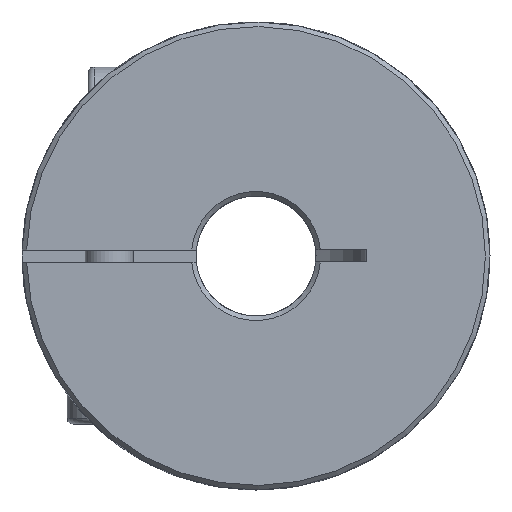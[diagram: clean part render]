
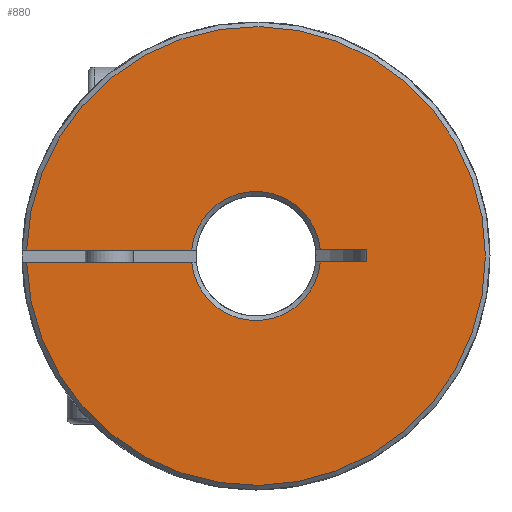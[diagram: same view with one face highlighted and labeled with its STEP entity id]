
A CAD part, left-side view. The second image highlights one B-rep face of the part: STEP entity #880.
In plain terms, the highlighted planar face has unit normal (-1, 0, 0).
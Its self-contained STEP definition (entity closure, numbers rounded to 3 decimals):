
#107 = EDGE_LOOP ( 'NONE', ( #1012, #1013, #1014, #1015, #1016, #1017, #1018, #1019 ) ) ;
#701 = EDGE_CURVE ( 'NONE', #3857, #3856, #2131, .T. ) ;
#712 = EDGE_CURVE ( 'NONE', #3851, #3846, #2143, .T. ) ;
#715 = EDGE_CURVE ( 'NONE', #3848, #3857, #2140, .T. ) ;
#716 = EDGE_CURVE ( 'NONE', #3849, #3856, #2145, .T. ) ;
#718 = EDGE_CURVE ( 'NONE', #3849, #3850, #2142, .T. ) ;
#719 = EDGE_CURVE ( 'NONE', #3851, #3850, #2149, .T. ) ;
#720 = EDGE_CURVE ( 'NONE', #3847, #3846, #2153, .T. ) ;
#721 = EDGE_CURVE ( 'NONE', #3847, #3848, #2156, .T. ) ;
#880 = ADVANCED_FACE ( 'NONE', ( #3123 ), #2746, .T. ) ;
#1012 = ORIENTED_EDGE ( 'NONE', *, *, #719, .T. ) ;
#1013 = ORIENTED_EDGE ( 'NONE', *, *, #718, .F. ) ;
#1014 = ORIENTED_EDGE ( 'NONE', *, *, #716, .T. ) ;
#1015 = ORIENTED_EDGE ( 'NONE', *, *, #701, .F. ) ;
#1016 = ORIENTED_EDGE ( 'NONE', *, *, #715, .F. ) ;
#1017 = ORIENTED_EDGE ( 'NONE', *, *, #721, .F. ) ;
#1018 = ORIENTED_EDGE ( 'NONE', *, *, #720, .T. ) ;
#1019 = ORIENTED_EDGE ( 'NONE', *, *, #712, .F. ) ;
#2131 = CIRCLE ( 'NONE', #2198, 5.381 ) ;
#2136 = VECTOR ( 'NONE', #2477, 1000. ) ;
#2138 = VECTOR ( 'NONE', #2469, 1000. ) ;
#2140 = LINE ( 'NONE', #2468, #2138 ) ;
#2142 = LINE ( 'NONE', #2476, #2136 ) ;
#2143 = CIRCLE ( 'NONE', #2205, 5.381 ) ;
#2145 = LINE ( 'NONE', #2471, #2146 ) ;
#2146 = VECTOR ( 'NONE', #2472, 1000. ) ;
#2149 = LINE ( 'NONE', #2470, #2151 ) ;
#2151 = VECTOR ( 'NONE', #2479, 1000. ) ;
#2153 = LINE ( 'NONE', #2480, #2154 ) ;
#2154 = VECTOR ( 'NONE', #2481, 1000. ) ;
#2156 = CIRCLE ( 'NONE', #2206, 19.119 ) ;
#2198 = AXIS2_PLACEMENT_3D ( 'NONE', #2387, #2393, #2394 ) ;
#2205 = AXIS2_PLACEMENT_3D ( 'NONE', #2420, #2426, #2427 ) ;
#2206 = AXIS2_PLACEMENT_3D ( 'NONE', #2478, #2482, #2483 ) ;
#2278 = AXIS2_PLACEMENT_3D ( 'NONE', #2739, #2749, #2750 ) ;
#2387 = CARTESIAN_POINT ( 'NONE',  ( -17.05, 0., 0. ) ) ;
#2393 = DIRECTION ( 'NONE',  ( -1., 0., 0. ) ) ;
#2394 = DIRECTION ( 'NONE',  ( 0., -1., 0. ) ) ;
#2420 = CARTESIAN_POINT ( 'NONE',  ( -17.05, 0., 0. ) ) ;
#2426 = DIRECTION ( 'NONE',  ( -1., 0., 0. ) ) ;
#2427 = DIRECTION ( 'NONE',  ( 0., -1., 0. ) ) ;
#2468 = CARTESIAN_POINT ( 'NONE',  ( -17.05, 0., -0.5 ) ) ;
#2469 = DIRECTION ( 'NONE',  ( 0., -1., 0. ) ) ;
#2470 = CARTESIAN_POINT ( 'NONE',  ( -17.05, -9.226, 0.5 ) ) ;
#2471 = CARTESIAN_POINT ( 'NONE',  ( -17.05, -9.226, -0.5 ) ) ;
#2472 = DIRECTION ( 'NONE',  ( 0., 1., 0. ) ) ;
#2476 = CARTESIAN_POINT ( 'NONE',  ( -17.05, -9.226, -13.531 ) ) ;
#2477 = DIRECTION ( 'NONE',  ( 0., 0., 1. ) ) ;
#2478 = CARTESIAN_POINT ( 'NONE',  ( -17.05, 0., 0. ) ) ;
#2479 = DIRECTION ( 'NONE',  ( 0., -1., 0. ) ) ;
#2480 = CARTESIAN_POINT ( 'NONE',  ( -17.05, 0., 0.5 ) ) ;
#2481 = DIRECTION ( 'NONE',  ( 0., -1., 0. ) ) ;
#2482 = DIRECTION ( 'NONE',  ( 1., 0., 0. ) ) ;
#2483 = DIRECTION ( 'NONE',  ( 0., -1., 0. ) ) ;
#2739 = CARTESIAN_POINT ( 'NONE',  ( -17.05, 0., 0. ) ) ;
#2746 = PLANE ( 'NONE',  #2278 ) ;
#2749 = DIRECTION ( 'NONE',  ( -1., 0., 0. ) ) ;
#2750 = DIRECTION ( 'NONE',  ( 0., -1., 0. ) ) ;
#3123 = FACE_OUTER_BOUND ( 'NONE', #107, .T. ) ;
#3416 = CARTESIAN_POINT ( 'NONE',  ( -17.05, 5.358, 0.5 ) ) ;
#3417 = CARTESIAN_POINT ( 'NONE',  ( -17.05, 19.112, 0.5 ) ) ;
#3418 = CARTESIAN_POINT ( 'NONE',  ( -17.05, 19.112, -0.5 ) ) ;
#3419 = CARTESIAN_POINT ( 'NONE',  ( -17.05, -9.226, -0.5 ) ) ;
#3420 = CARTESIAN_POINT ( 'NONE',  ( -17.05, -9.226, 0.5 ) ) ;
#3421 = CARTESIAN_POINT ( 'NONE',  ( -17.05, -5.358, 0.5 ) ) ;
#3426 = CARTESIAN_POINT ( 'NONE',  ( -17.05, -5.358, -0.5 ) ) ;
#3427 = CARTESIAN_POINT ( 'NONE',  ( -17.05, 5.358, -0.5 ) ) ;
#3846 = VERTEX_POINT ( 'NONE', #3416 ) ;
#3847 = VERTEX_POINT ( 'NONE', #3417 ) ;
#3848 = VERTEX_POINT ( 'NONE', #3418 ) ;
#3849 = VERTEX_POINT ( 'NONE', #3419 ) ;
#3850 = VERTEX_POINT ( 'NONE', #3420 ) ;
#3851 = VERTEX_POINT ( 'NONE', #3421 ) ;
#3856 = VERTEX_POINT ( 'NONE', #3426 ) ;
#3857 = VERTEX_POINT ( 'NONE', #3427 ) ;
